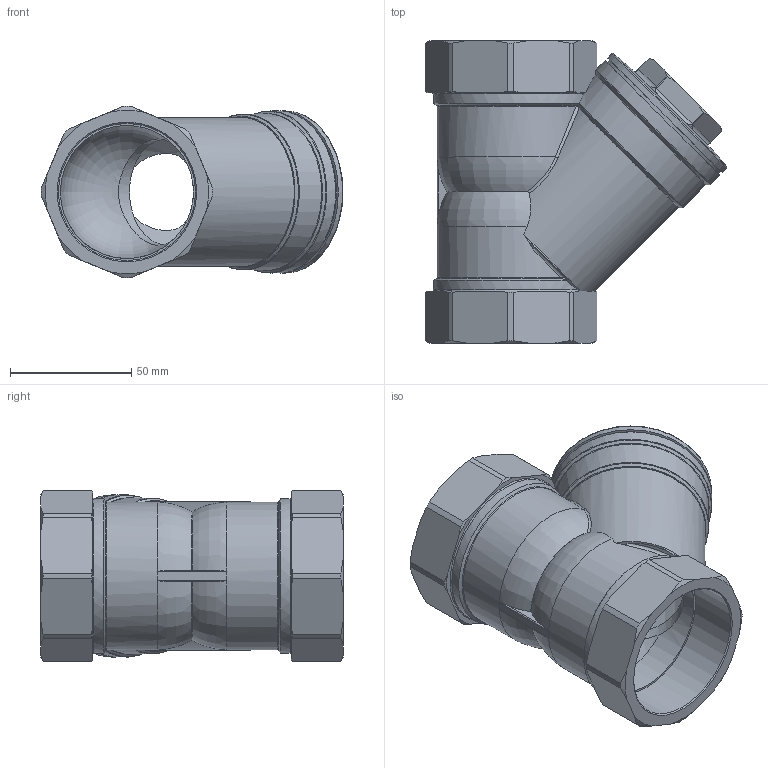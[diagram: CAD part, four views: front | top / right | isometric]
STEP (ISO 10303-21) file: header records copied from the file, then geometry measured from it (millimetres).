
FILE_DESCRIPTION(/* description */ ('Unknown'),/* implementation_level */ '2;1');
FILE_NAME(/* name */ '1050-09',/* time_stamp */ '2022-01-28T11:09:50+01:00',/* author */ ('Unknown'),/* organization */ ('Unknown'),/* preprocessor_version */ 'ST-DEVELOPER v16.7',/* originating_system */ 'Solid Edge',/* authorisation */ 'Unknown');
FILE_SCHEMA (('AUTOMOTIVE_DESIGN {1 0 10303 214 3 1 1}'));
Length unit declared in the file: millimetre
Products named in the file (4): 1050-09_(2.610.050); 2.610.050-Dichtung; 2.610.050-Deckel; 2.610.050-Körper
Assembly tree (3 placements, depth 2):
  1050-09_(2.610.050)
    2.610.050-Dichtung
    2.610.050-Deckel
    2.610.050-Körper
Bounding box: 124.77 x 125 x 71 mm (x, y, z)
Volume: 180498.4 mm3; surface area: 80520.4 mm2
Topology: 3 solids, 3 shells, 182 faces, 491 edges, 323 vertices
Faces by surface type: plane 53, cylinder 52, cone 47, torus 17, bspline 13
Full cylindrical faces by diameter (mm): 33 x1, 42 x1, 44 x1, 51 x1, 55 x2, 56.376 x2, 56.656 x2, 58 x1, 58.1 x1, 58.5 x1, 65 x1, 67 x2
Entity records: 7393 total; most frequent: CARTESIAN_POINT 1872, ORIENTED_EDGE 908, DIRECTION 814, EDGE_CURVE 454, AXIS2_PLACEMENT_3D 355, VERTEX_POINT 309, EDGE_LOOP 219, FACE_BOUND 219
